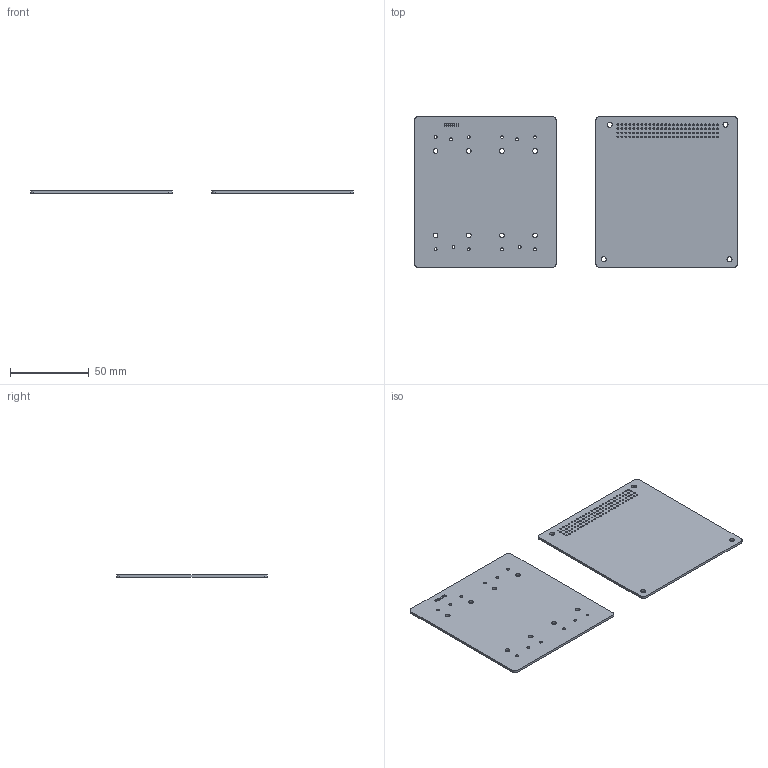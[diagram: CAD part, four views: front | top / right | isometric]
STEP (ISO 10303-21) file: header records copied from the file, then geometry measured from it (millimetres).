
FILE_DESCRIPTION(('KiCad electronic assembly'),'2;1');
FILE_NAME('EPS.step','2025-12-27T18:27:00',('Pcbnew'),('Kicad'), 'Open CASCADE STEP processor 7.9','KiCad to STEP converter','Unknown' );
FILE_SCHEMA(('AUTOMOTIVE_DESIGN { 1 0 10303 214 1 1 1 1 }'));
Length unit declared in the file: millimetre
Products named in the file (3): EPS 1; EPS_PCB_1; EPS_PCB_2
Assembly tree (2 placements, depth 2):
  EPS 1
    EPS_PCB_1
    EPS_PCB_2
Bounding box: 205.4 x 95.8 x 1.51 mm (x, y, z)
Volume: 25718.9 mm3; surface area: 35988.8 mm2
Topology: 2 solids, 2 shells, 164 faces, 480 edges, 320 vertices
Faces by surface type: cylinder 152, plane 12
Full cylindrical faces by diameter (mm): 0.55 x16, 1 x104, 1.8 x12, 3 x8, 3.2 x4
Entity records: 6265 total; most frequent: DIRECTION 1118, CARTESIAN_POINT 967, ORIENTED_EDGE 960, EDGE_CURVE 480, AXIS2_PLACEMENT_3D 471, FACE_BOUND 452, EDGE_LOOP 452, VERTEX_POINT 320
